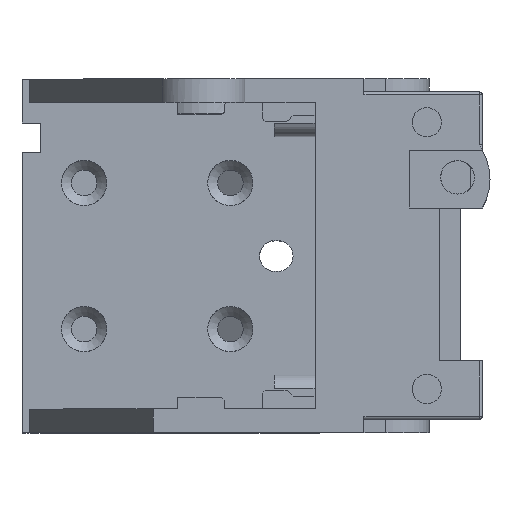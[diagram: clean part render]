
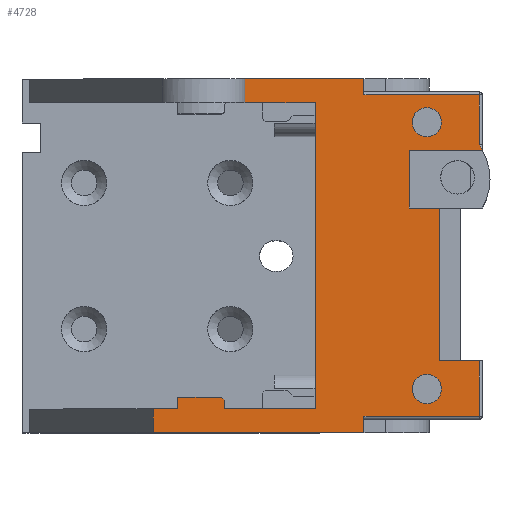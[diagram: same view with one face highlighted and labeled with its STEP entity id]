
A CAD part, top view. The second image highlights one B-rep face of the part: STEP entity #4728.
In plain terms, the highlighted planar face has unit normal (0, 0, 1).
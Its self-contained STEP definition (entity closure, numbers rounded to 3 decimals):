
#1485 = VERTEX_POINT('',#1486);
#1486 = CARTESIAN_POINT('',(27.8,-24.2,65.));
#1492 = EDGE_CURVE('',#1485,#1493,#1495,.T.);
#1493 = VERTEX_POINT('',#1494);
#1494 = CARTESIAN_POINT('',(-1.059,-24.2,65.));
#1495 = LINE('',#1496,#1497);
#1496 = CARTESIAN_POINT('',(-3.9,-24.2,65.));
#1497 = VECTOR('',#1498,1.);
#1498 = DIRECTION('',(-1.,0.,0.));
#2273 = VERTEX_POINT('',#2274);
#2274 = CARTESIAN_POINT('',(8.7,-20.95,65.));
#2280 = EDGE_CURVE('',#2273,#2281,#2283,.T.);
#2281 = VERTEX_POINT('',#2282);
#2282 = CARTESIAN_POINT('',(21.1,-20.95,65.));
#2283 = LINE('',#2284,#2285);
#2284 = CARTESIAN_POINT('',(13.9,-20.95,65.));
#2285 = VECTOR('',#2286,1.);
#2286 = DIRECTION('',(1.,0.,0.));
#2311 = EDGE_CURVE('',#2312,#2273,#2314,.T.);
#2312 = VERTEX_POINT('',#2313);
#2313 = CARTESIAN_POINT('',(8.7,-19.8,65.));
#2314 = LINE('',#2315,#2316);
#2315 = CARTESIAN_POINT('',(8.7,-20.55,65.));
#2316 = VECTOR('',#2317,1.);
#2317 = DIRECTION('',(0.,-1.,0.));
#2335 = EDGE_CURVE('',#2336,#2312,#2338,.T.);
#2336 = VERTEX_POINT('',#2337);
#2337 = CARTESIAN_POINT('',(8.3,-19.4,65.));
#2338 = LINE('',#2339,#2340);
#2339 = CARTESIAN_POINT('',(8.3,-19.4,65.));
#2340 = VECTOR('',#2341,1.);
#2341 = DIRECTION('',(0.707,-0.707,0.));
#2359 = EDGE_CURVE('',#2336,#2360,#2362,.T.);
#2360 = VERTEX_POINT('',#2361);
#2361 = CARTESIAN_POINT('',(2.3,-19.4,65.));
#2362 = LINE('',#2363,#2364);
#2363 = CARTESIAN_POINT('',(8.3,-19.4,65.));
#2364 = VECTOR('',#2365,1.);
#2365 = DIRECTION('',(-1.,-0.,-0.));
#2394 = EDGE_CURVE('',#2395,#2360,#2397,.T.);
#2395 = VERTEX_POINT('',#2396);
#2396 = CARTESIAN_POINT('',(2.3,-20.95,65.));
#2397 = LINE('',#2398,#2399);
#2398 = CARTESIAN_POINT('',(2.3,-20.95,65.));
#2399 = VECTOR('',#2400,1.);
#2400 = DIRECTION('',(0.,1.,0.));
#2419 = VERTEX_POINT('',#2420);
#2420 = CARTESIAN_POINT('',(-1.059,-20.95,65.));
#2426 = EDGE_CURVE('',#2419,#2395,#2427,.T.);
#2427 = LINE('',#2428,#2429);
#2428 = CARTESIAN_POINT('',(0.75,-20.95,65.));
#2429 = VECTOR('',#2430,1.);
#2430 = DIRECTION('',(1.,0.,0.));
#2443 = EDGE_CURVE('',#1493,#2419,#2444,.T.);
#2444 = LINE('',#2445,#2446);
#2445 = CARTESIAN_POINT('',(-1.059,-24.2,65.));
#2446 = VECTOR('',#2447,1.);
#2447 = DIRECTION('',(0.,1.,0.));
#2617 = VERTEX_POINT('',#2618);
#2618 = CARTESIAN_POINT('',(11.51,24.2,65.));
#2625 = EDGE_CURVE('',#2617,#2626,#2628,.T.);
#2626 = VERTEX_POINT('',#2627);
#2627 = CARTESIAN_POINT('',(27.8,24.2,65.));
#2628 = LINE('',#2629,#2630);
#2629 = CARTESIAN_POINT('',(11.51,24.2,65.));
#2630 = VECTOR('',#2631,1.);
#2631 = DIRECTION('',(1.,0.,0.));
#3188 = EDGE_CURVE('',#3189,#3191,#3193,.T.);
#3189 = VERTEX_POINT('',#3190);
#3190 = CARTESIAN_POINT('',(11.51,20.95,65.));
#3191 = VERTEX_POINT('',#3192);
#3192 = CARTESIAN_POINT('',(21.1,20.95,65.));
#3193 = LINE('',#3194,#3195);
#3194 = CARTESIAN_POINT('',(12.243,20.95,65.));
#3195 = VECTOR('',#3196,1.);
#3196 = DIRECTION('',(1.,0.,0.));
#4218 = EDGE_CURVE('',#3191,#2281,#4219,.T.);
#4219 = LINE('',#4220,#4221);
#4220 = CARTESIAN_POINT('',(21.1,20.95,65.));
#4221 = VECTOR('',#4222,1.);
#4222 = DIRECTION('',(0.,-1.,0.));
#4710 = VERTEX_POINT('',#4711);
#4711 = CARTESIAN_POINT('',(27.8,-22.,65.));
#4718 = EDGE_CURVE('',#1485,#4710,#4719,.T.);
#4719 = LINE('',#4720,#4721);
#4720 = CARTESIAN_POINT('',(27.8,-24.2,65.));
#4721 = VECTOR('',#4722,1.);
#4722 = DIRECTION('',(0.,1.,0.));
#4728 = ADVANCED_FACE('',(#4729,#4854,#4865),#4876,.T.);
#4729 = FACE_BOUND('',#4730,.T.);
#4730 = EDGE_LOOP('',(#4731,#4741,#4747,#4748,#4754,#4755,#4756,#4757,
    #4758,#4759,#4760,#4761,#4762,#4763,#4764,#4765,#4773,#4781,#4789,
    #4797,#4805,#4813,#4821,#4848));
#4731 = ORIENTED_EDGE('',*,*,#4732,.F.);
#4732 = EDGE_CURVE('',#4733,#4735,#4737,.T.);
#4733 = VERTEX_POINT('',#4734);
#4734 = CARTESIAN_POINT('',(27.8,22.,65.));
#4735 = VERTEX_POINT('',#4736);
#4736 = CARTESIAN_POINT('',(43.6,22.,65.));
#4737 = LINE('',#4738,#4739);
#4738 = CARTESIAN_POINT('',(36.099,22.,65.));
#4739 = VECTOR('',#4740,1.);
#4740 = DIRECTION('',(1.,0.,0.));
#4741 = ORIENTED_EDGE('',*,*,#4742,.F.);
#4742 = EDGE_CURVE('',#2626,#4733,#4743,.T.);
#4743 = LINE('',#4744,#4745);
#4744 = CARTESIAN_POINT('',(27.8,24.2,65.));
#4745 = VECTOR('',#4746,1.);
#4746 = DIRECTION('',(0.,-1.,0.));
#4747 = ORIENTED_EDGE('',*,*,#2625,.F.);
#4748 = ORIENTED_EDGE('',*,*,#4749,.T.);
#4749 = EDGE_CURVE('',#2617,#3189,#4750,.T.);
#4750 = LINE('',#4751,#4752);
#4751 = CARTESIAN_POINT('',(11.51,24.2,65.));
#4752 = VECTOR('',#4753,1.);
#4753 = DIRECTION('',(0.,-1.,0.));
#4754 = ORIENTED_EDGE('',*,*,#3188,.T.);
#4755 = ORIENTED_EDGE('',*,*,#4218,.T.);
#4756 = ORIENTED_EDGE('',*,*,#2280,.F.);
#4757 = ORIENTED_EDGE('',*,*,#2311,.F.);
#4758 = ORIENTED_EDGE('',*,*,#2335,.F.);
#4759 = ORIENTED_EDGE('',*,*,#2359,.T.);
#4760 = ORIENTED_EDGE('',*,*,#2394,.F.);
#4761 = ORIENTED_EDGE('',*,*,#2426,.F.);
#4762 = ORIENTED_EDGE('',*,*,#2443,.F.);
#4763 = ORIENTED_EDGE('',*,*,#1492,.F.);
#4764 = ORIENTED_EDGE('',*,*,#4718,.T.);
#4765 = ORIENTED_EDGE('',*,*,#4766,.T.);
#4766 = EDGE_CURVE('',#4710,#4767,#4769,.T.);
#4767 = VERTEX_POINT('',#4768);
#4768 = CARTESIAN_POINT('',(43.6,-22.,65.));
#4769 = LINE('',#4770,#4771);
#4770 = CARTESIAN_POINT('',(36.099,-22.,65.));
#4771 = VECTOR('',#4772,1.);
#4772 = DIRECTION('',(1.,0.,0.));
#4773 = ORIENTED_EDGE('',*,*,#4774,.T.);
#4774 = EDGE_CURVE('',#4767,#4775,#4777,.T.);
#4775 = VERTEX_POINT('',#4776);
#4776 = CARTESIAN_POINT('',(43.6,-14.4,65.));
#4777 = LINE('',#4778,#4779);
#4778 = CARTESIAN_POINT('',(43.6,-24.2,65.));
#4779 = VECTOR('',#4780,1.);
#4780 = DIRECTION('',(0.,1.,0.));
#4781 = ORIENTED_EDGE('',*,*,#4782,.T.);
#4782 = EDGE_CURVE('',#4775,#4783,#4785,.T.);
#4783 = VERTEX_POINT('',#4784);
#4784 = CARTESIAN_POINT('',(38.165,-14.4,65.));
#4785 = LINE('',#4786,#4787);
#4786 = CARTESIAN_POINT('',(44.,-14.4,65.));
#4787 = VECTOR('',#4788,1.);
#4788 = DIRECTION('',(-1.,-0.,-0.));
#4789 = ORIENTED_EDGE('',*,*,#4790,.T.);
#4790 = EDGE_CURVE('',#4783,#4791,#4793,.T.);
#4791 = VERTEX_POINT('',#4792);
#4792 = CARTESIAN_POINT('',(38.165,6.5,65.));
#4793 = LINE('',#4794,#4795);
#4794 = CARTESIAN_POINT('',(38.165,-14.4,65.));
#4795 = VECTOR('',#4796,1.);
#4796 = DIRECTION('',(0.,1.,0.));
#4797 = ORIENTED_EDGE('',*,*,#4798,.T.);
#4798 = EDGE_CURVE('',#4791,#4799,#4801,.T.);
#4799 = VERTEX_POINT('',#4800);
#4800 = CARTESIAN_POINT('',(34.,6.5,65.));
#4801 = LINE('',#4802,#4803);
#4802 = CARTESIAN_POINT('',(29.143,6.5,65.));
#4803 = VECTOR('',#4804,1.);
#4804 = DIRECTION('',(-1.,0.,0.));
#4805 = ORIENTED_EDGE('',*,*,#4806,.T.);
#4806 = EDGE_CURVE('',#4799,#4807,#4809,.T.);
#4807 = VERTEX_POINT('',#4808);
#4808 = CARTESIAN_POINT('',(34.,14.4,65.));
#4809 = LINE('',#4810,#4811);
#4810 = CARTESIAN_POINT('',(34.,5.444,65.));
#4811 = VECTOR('',#4812,1.);
#4812 = DIRECTION('',(0.,1.,0.));
#4813 = ORIENTED_EDGE('',*,*,#4814,.T.);
#4814 = EDGE_CURVE('',#4807,#4815,#4817,.T.);
#4815 = VERTEX_POINT('',#4816);
#4816 = CARTESIAN_POINT('',(43.994,14.4,65.));
#4817 = LINE('',#4818,#4819);
#4818 = CARTESIAN_POINT('',(34.143,14.4,65.));
#4819 = VECTOR('',#4820,1.);
#4820 = DIRECTION('',(1.,0.,0.));
#4821 = ORIENTED_EDGE('',*,*,#4822,.T.);
#4822 = EDGE_CURVE('',#4815,#4823,#4825,.T.);
#4823 = VERTEX_POINT('',#4824);
#4824 = CARTESIAN_POINT('',(43.6,15.2,65.));
#4825 = B_SPLINE_CURVE_WITH_KNOTS('',6,(#4826,#4827,#4828,#4829,#4830,
    #4831,#4832,#4833,#4834,#4835,#4836,#4837,#4838,#4839,#4840,#4841,
    #4842,#4843,#4844,#4845,#4846,#4847),.UNSPECIFIED.,.F.,.F.,(7,5,5,5,
    7),(0.,0.319,0.741,0.916,1.),
  .UNSPECIFIED.);
#4826 = CARTESIAN_POINT('',(44.,14.306,65.));
#4827 = CARTESIAN_POINT('',(44.,14.355,65.));
#4828 = CARTESIAN_POINT('',(43.996,14.406,65.));
#4829 = CARTESIAN_POINT('',(43.988,14.457,65.));
#4830 = CARTESIAN_POINT('',(43.976,14.508,65.));
#4831 = CARTESIAN_POINT('',(43.961,14.559,65.));
#4832 = CARTESIAN_POINT('',(43.92,14.675,65.));
#4833 = CARTESIAN_POINT('',(43.892,14.739,65.));
#4834 = CARTESIAN_POINT('',(43.86,14.803,65.));
#4835 = CARTESIAN_POINT('',(43.824,14.864,65.));
#4836 = CARTESIAN_POINT('',(43.787,14.925,65.));
#4837 = CARTESIAN_POINT('',(43.732,15.009,65.));
#4838 = CARTESIAN_POINT('',(43.716,15.034,65.));
#4839 = CARTESIAN_POINT('',(43.699,15.058,65.));
#4840 = CARTESIAN_POINT('',(43.683,15.082,65.));
#4841 = CARTESIAN_POINT('',(43.666,15.106,65.));
#4842 = CARTESIAN_POINT('',(43.641,15.142,65.));
#4843 = CARTESIAN_POINT('',(43.633,15.154,65.));
#4844 = CARTESIAN_POINT('',(43.625,15.165,65.));
#4845 = CARTESIAN_POINT('',(43.616,15.177,65.));
#4846 = CARTESIAN_POINT('',(43.608,15.188,65.));
#4847 = CARTESIAN_POINT('',(43.6,15.2,65.));
#4848 = ORIENTED_EDGE('',*,*,#4849,.F.);
#4849 = EDGE_CURVE('',#4735,#4823,#4850,.T.);
#4850 = LINE('',#4851,#4852);
#4851 = CARTESIAN_POINT('',(43.6,0.,65.));
#4852 = VECTOR('',#4853,1.);
#4853 = DIRECTION('',(0.,-1.,0.));
#4854 = FACE_BOUND('',#4855,.T.);
#4855 = EDGE_LOOP('',(#4856));
#4856 = ORIENTED_EDGE('',*,*,#4857,.F.);
#4857 = EDGE_CURVE('',#4858,#4858,#4860,.T.);
#4858 = VERTEX_POINT('',#4859);
#4859 = CARTESIAN_POINT('',(38.4,-18.25,65.));
#4860 = CIRCLE('',#4861,2.);
#4861 = AXIS2_PLACEMENT_3D('',#4862,#4863,#4864);
#4862 = CARTESIAN_POINT('',(36.4,-18.25,65.));
#4863 = DIRECTION('',(0.,0.,1.));
#4864 = DIRECTION('',(1.,0.,-0.));
#4865 = FACE_BOUND('',#4866,.T.);
#4866 = EDGE_LOOP('',(#4867));
#4867 = ORIENTED_EDGE('',*,*,#4868,.F.);
#4868 = EDGE_CURVE('',#4869,#4869,#4871,.T.);
#4869 = VERTEX_POINT('',#4870);
#4870 = CARTESIAN_POINT('',(38.4,18.25,65.));
#4871 = CIRCLE('',#4872,2.);
#4872 = AXIS2_PLACEMENT_3D('',#4873,#4874,#4875);
#4873 = CARTESIAN_POINT('',(36.4,18.25,65.));
#4874 = DIRECTION('',(0.,0.,1.));
#4875 = DIRECTION('',(1.,0.,-0.));
#4876 = PLANE('',#4877);
#4877 = AXIS2_PLACEMENT_3D('',#4878,#4879,#4880);
#4878 = CARTESIAN_POINT('',(25.109,-2.271,65.));
#4879 = DIRECTION('',(0.,0.,1.));
#4880 = DIRECTION('',(0.,1.,0.));
